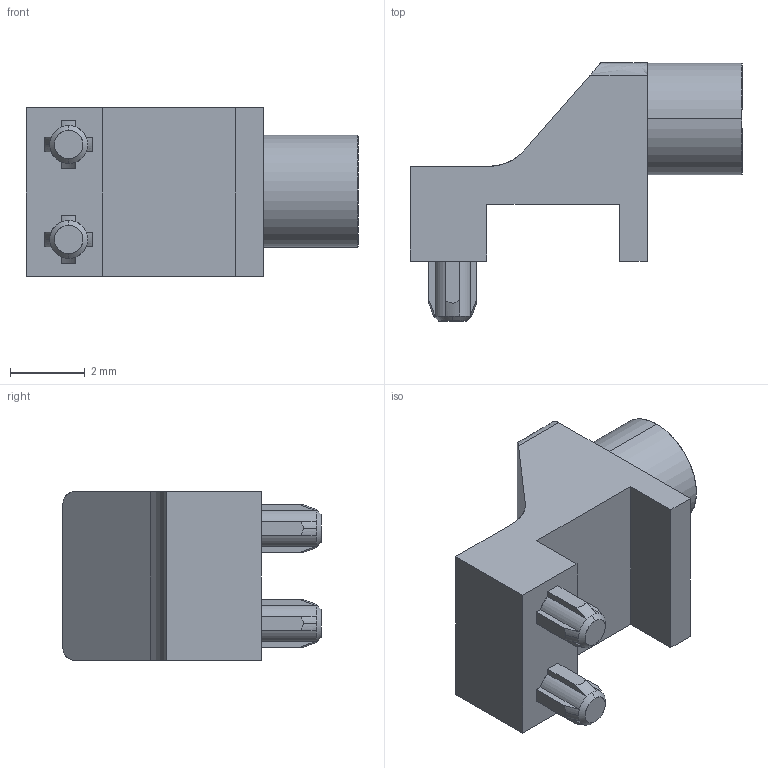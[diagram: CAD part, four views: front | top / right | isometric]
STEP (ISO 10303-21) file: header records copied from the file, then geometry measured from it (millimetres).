
FILE_DESCRIPTION(('FreeCAD Model'),'2;1');
FILE_NAME('SLP3_150_100_F067_sp.step','2021-01-30T00:37:53',( 'kicad StepUp'),('ksu MCAD'),'Open CASCADE STEP processor 7.5', 'FreeCAD','Unknown');
FILE_SCHEMA(('AUTOMOTIVE_DESIGN { 1 0 10303 214 1 1 1 1 }'));
Length unit declared in the file: millimetre
Products named in the file (1): SLP3_150_100_F067_sp
Bounding box: 8.89 x 6.91 x 4.52 mm (x, y, z)
Surface area: 183.2 mm2 (no closed solid volume)
Topology: 0 solids, 66 shells, 66 faces, 470 edges, 469 vertices
Faces by surface type: bspline 39, revolution 27
Entity records: 5266 total; most frequent: CARTESIAN_POINT 1649, ORIENTED_EDGE 470, EDGE_CURVE 470, VERTEX_POINT 470, DIRECTION 383, LINE 224, VECTOR 224, B_SPLINE_CURVE_WITH_KNOTS 208
